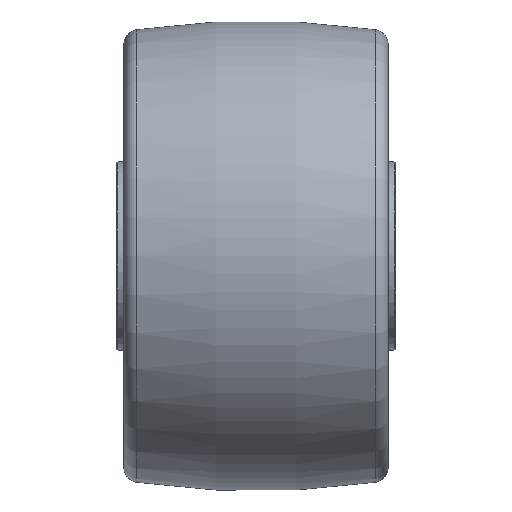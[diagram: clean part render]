
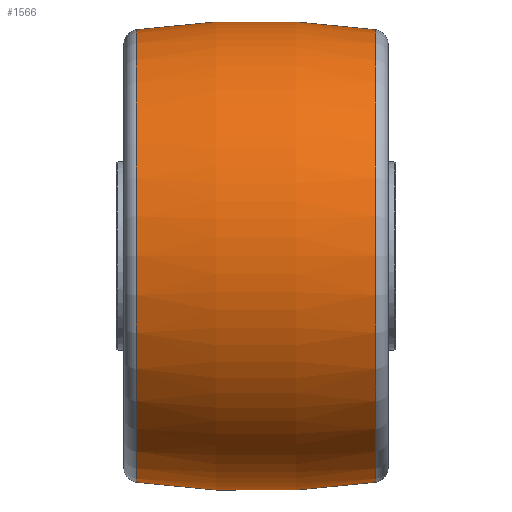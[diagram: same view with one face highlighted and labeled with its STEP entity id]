
A CAD part, top view. The second image highlights one B-rep face of the part: STEP entity #1566.
In plain terms, the highlighted toroidal (fillet/blend) face has major radius 40.5 mm and minor radius 56.5 mm.
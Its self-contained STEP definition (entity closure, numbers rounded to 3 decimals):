
#54 = CIRCLE ( 'NONE', #1049, 56.5 ) ;
#193 = CARTESIAN_POINT ( 'NONE',  ( -8.144, 0., 0. ) ) ;
#207 = CIRCLE ( 'NONE', #985, 56.5 ) ;
#294 = CARTESIAN_POINT ( 'NONE',  ( -8.144, 15.41, 0. ) ) ;
#300 = CIRCLE ( 'NONE', #786, 15.41 ) ;
#347 = CARTESIAN_POINT ( 'NONE',  ( 8.144, 15.41, 0. ) ) ;
#393 = EDGE_CURVE ( 'NONE', #852, #1707, #207, .T. ) ;
#396 = DIRECTION ( 'NONE',  ( 0., -1., 0. ) ) ;
#422 = EDGE_CURVE ( 'NONE', #933, #1002, #54, .T. ) ;
#467 = CIRCLE ( 'NONE', #1460, 15.41 ) ;
#480 = DIRECTION ( 'NONE',  ( 0., 0., -1. ) ) ;
#532 = EDGE_CURVE ( 'NONE', #933, #852, #300, .T. ) ;
#624 = DIRECTION ( 'NONE',  ( 0., -1., 0. ) ) ;
#714 = DIRECTION ( 'NONE',  ( 1., 0., 0. ) ) ;
#717 = ORIENTED_EDGE ( 'NONE', *, *, #532, .T. ) ;
#738 = ORIENTED_EDGE ( 'NONE', *, *, #422, .F. ) ;
#739 = DIRECTION ( 'NONE',  ( 0., 0., 1. ) ) ;
#746 = CARTESIAN_POINT ( 'NONE',  ( 0., 40.5, 0. ) ) ;
#773 = ORIENTED_EDGE ( 'NONE', *, *, #393, .T. ) ;
#786 = AXIS2_PLACEMENT_3D ( 'NONE', #1670, #1508, #1117 ) ;
#852 = VERTEX_POINT ( 'NONE', #347 ) ;
#933 = VERTEX_POINT ( 'NONE', #1315 ) ;
#985 = AXIS2_PLACEMENT_3D ( 'NONE', #1416, #739, #624 ) ;
#992 = DIRECTION ( 'NONE',  ( 0., 1., 0. ) ) ;
#1002 = VERTEX_POINT ( 'NONE', #1633 ) ;
#1004 = DIRECTION ( 'NONE',  ( -1., 0., 0. ) ) ;
#1049 = AXIS2_PLACEMENT_3D ( 'NONE', #746, #480, #1004 ) ;
#1117 = DIRECTION ( 'NONE',  ( 0., -1., 0. ) ) ;
#1283 = TOROIDAL_SURFACE ( 'NONE', #1400, -40.5, 56.5 ) ;
#1315 = CARTESIAN_POINT ( 'NONE',  ( 8.144, -15.41, 0. ) ) ;
#1400 = AXIS2_PLACEMENT_3D ( 'NONE', #1745, #1600, #396 ) ;
#1416 = CARTESIAN_POINT ( 'NONE',  ( 0., -40.5, 0. ) ) ;
#1460 = AXIS2_PLACEMENT_3D ( 'NONE', #193, #714, #992 ) ;
#1508 = DIRECTION ( 'NONE',  ( -1., 0., 0. ) ) ;
#1566 = ADVANCED_FACE ( 'NONE', ( #1737 ), #1283, .T. ) ;
#1569 = ORIENTED_EDGE ( 'NONE', *, *, #1773, .T. ) ;
#1600 = DIRECTION ( 'NONE',  ( -1., 0., 0. ) ) ;
#1624 = EDGE_LOOP ( 'NONE', ( #717, #773, #1569, #738 ) ) ;
#1633 = CARTESIAN_POINT ( 'NONE',  ( -8.144, -15.41, 0. ) ) ;
#1670 = CARTESIAN_POINT ( 'NONE',  ( 8.144, 0., 0. ) ) ;
#1707 = VERTEX_POINT ( 'NONE', #294 ) ;
#1737 = FACE_OUTER_BOUND ( 'NONE', #1624, .T. ) ;
#1745 = CARTESIAN_POINT ( 'NONE',  ( 0., 0., 0. ) ) ;
#1773 = EDGE_CURVE ( 'NONE', #1707, #1002, #467, .T. ) ;
